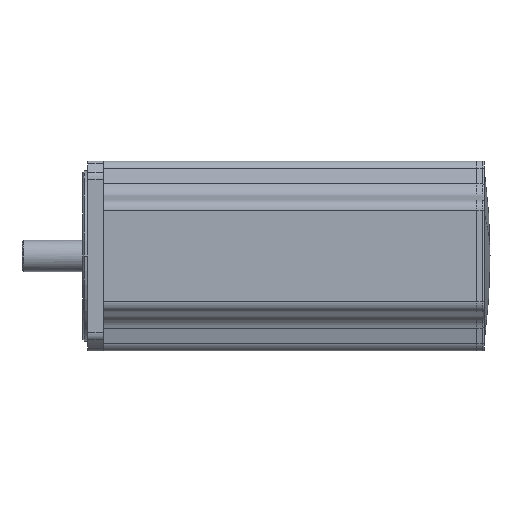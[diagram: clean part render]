
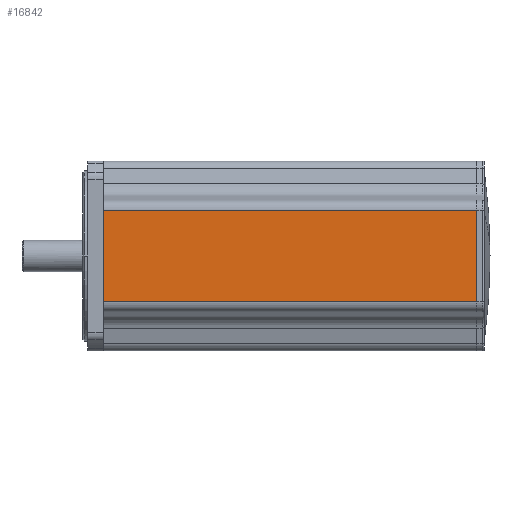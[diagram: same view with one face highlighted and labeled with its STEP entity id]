
A CAD part, front view. The second image highlights one B-rep face of the part: STEP entity #16842.
In plain terms, the highlighted planar face has unit normal (0, -1, 0).
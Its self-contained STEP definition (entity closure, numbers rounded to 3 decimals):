
#16295=DIRECTION('',(-1.,0.,0.));
#16296=VECTOR('',#16295,285.);
#16297=CARTESIAN_POINT('',(347.,-72.5,-34.941));
#16298=LINE('',#16297,#16296);
#16299=DIRECTION('',(0.,0.,1.));
#16300=VECTOR('',#16299,69.883);
#16301=CARTESIAN_POINT('',(62.,-72.5,-34.941));
#16302=LINE('',#16301,#16300);
#16303=DIRECTION('',(-1.,0.,0.));
#16304=VECTOR('',#16303,285.);
#16305=CARTESIAN_POINT('',(347.,-72.5,34.941));
#16306=LINE('',#16305,#16304);
#16307=DIRECTION('',(0.,0.,-1.));
#16308=VECTOR('',#16307,69.883);
#16309=CARTESIAN_POINT('',(347.,-72.5,34.941));
#16310=LINE('',#16309,#16308);
#16524=CARTESIAN_POINT('',(62.,-72.5,-34.941));
#16526=VERTEX_POINT('',#16524);
#16527=CARTESIAN_POINT('',(347.,-72.5,-34.941));
#16528=VERTEX_POINT('',#16527);
#16531=CARTESIAN_POINT('',(62.,-72.5,34.941));
#16533=VERTEX_POINT('',#16531);
#16537=CARTESIAN_POINT('',(347.,-72.5,34.941));
#16538=VERTEX_POINT('',#16537);
#16828=CARTESIAN_POINT('',(62.,-72.5,41.08));
#16829=DIRECTION('',(0.,-1.,0.));
#16830=DIRECTION('',(0.,0.,-1.));
#16831=AXIS2_PLACEMENT_3D('',#16828,#16829,#16830);
#16832=PLANE('',#16831);
#16834=ORIENTED_EDGE('',*,*,#16833,.T.);
#16836=ORIENTED_EDGE('',*,*,#16835,.T.);
#16837=ORIENTED_EDGE('',*,*,#16823,.F.);
#16839=ORIENTED_EDGE('',*,*,#16838,.T.);
#16840=EDGE_LOOP('',(#16834,#16836,#16837,#16839));
#16841=FACE_OUTER_BOUND('',#16840,.F.);
#16842=ADVANCED_FACE('',(#16841),#16832,.T.);
#16823=EDGE_CURVE('',#16538,#16533,#16306,.T.);
#16833=EDGE_CURVE('',#16528,#16526,#16298,.T.);
#16835=EDGE_CURVE('',#16526,#16533,#16302,.T.);
#16838=EDGE_CURVE('',#16538,#16528,#16310,.T.);
